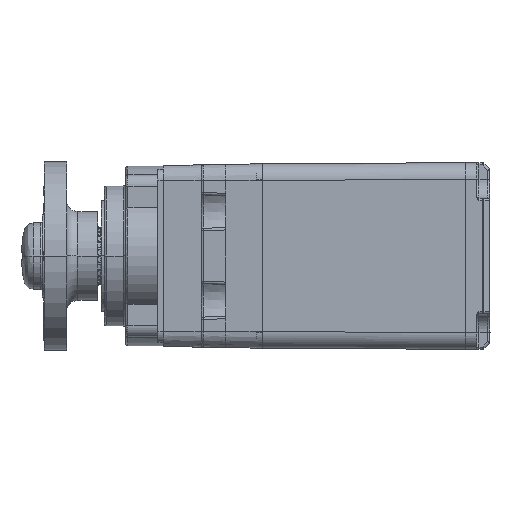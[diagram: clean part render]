
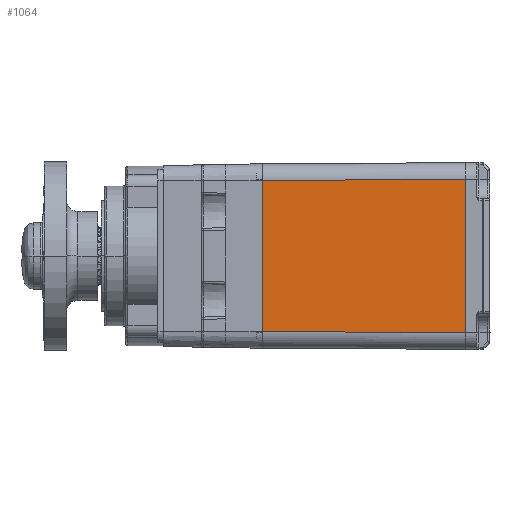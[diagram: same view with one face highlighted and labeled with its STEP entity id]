
A CAD part, left-side view. The second image highlights one B-rep face of the part: STEP entity #1064.
In plain terms, the highlighted planar face has unit normal (-1, 0.005, 0).
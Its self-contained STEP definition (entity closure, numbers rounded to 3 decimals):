
#265=CARTESIAN_POINT('',(-16.1,18.3,6.8));
#564=CARTESIAN_POINT('',(-16.2,0.,
-6.9));
#592=DIRECTION('',(-0.005,-1.,0.005));
#593=VECTOR('',#592,18.301);
#594=CARTESIAN_POINT('',(-16.1,18.3,6.8));
#595=LINE('',#594,#593);
#599=DIRECTION('',(0.,0.,-1.));
#600=VECTOR('',#599,13.8);
#601=CARTESIAN_POINT('',(-16.2,0.,
6.9));
#602=LINE('',#601,#600);
#606=DIRECTION('',(0.005,1.,0.005));
#607=VECTOR('',#606,18.301);
#608=CARTESIAN_POINT('',(-16.2,0.,
-6.9));
#609=LINE('',#608,#607);
#613=DIRECTION('',(0.,0.,1.));
#614=VECTOR('',#613,13.6);
#615=CARTESIAN_POINT('',(-16.1,18.3,-6.8));
#616=LINE('',#615,#614);
#685=VERTEX_POINT('',#564);
#686=CARTESIAN_POINT('',(-16.2,0.,
6.9));
#687=VERTEX_POINT('',#686);
#710=VERTEX_POINT('',#265);
#712=CARTESIAN_POINT('',(-16.1,18.3,-6.8));
#713=VERTEX_POINT('',#712);
#1053=CARTESIAN_POINT('',(-16.15,9.15,0.));
#1054=DIRECTION('',(1.,-0.005,0.));
#1055=DIRECTION('',(0.005,1.,0.));
#1056=AXIS2_PLACEMENT_3D('',#1053,#1054,#1055);
#1057=PLANE('',#1056);
#1058=ORIENTED_EDGE('',*,*,#876,.T.);
#1059=ORIENTED_EDGE('',*,*,#756,.T.);
#1060=ORIENTED_EDGE('',*,*,#1048,.T.);
#1061=ORIENTED_EDGE('',*,*,#828,.T.);
#1062=EDGE_LOOP('',(#1058,#1059,#1060,#1061));
#1063=FACE_OUTER_BOUND('',#1062,.F.);
#1064=ADVANCED_FACE('',(#1063),#1057,.F.);
#756=EDGE_CURVE('',#687,#685,#602,.T.);
#828=EDGE_CURVE('',#713,#710,#616,.T.);
#876=EDGE_CURVE('',#710,#687,#595,.T.);
#1048=EDGE_CURVE('',#685,#713,#609,.T.);
